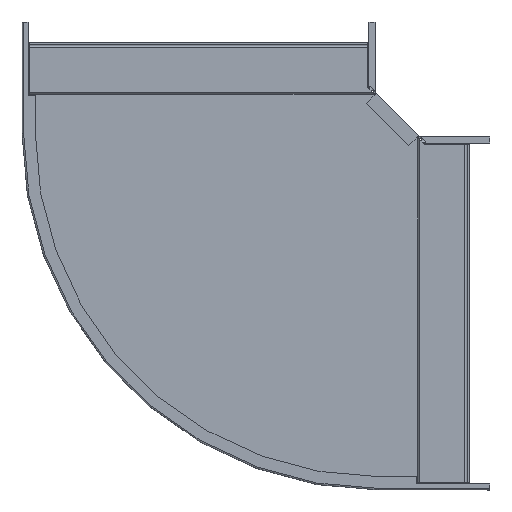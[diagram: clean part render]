
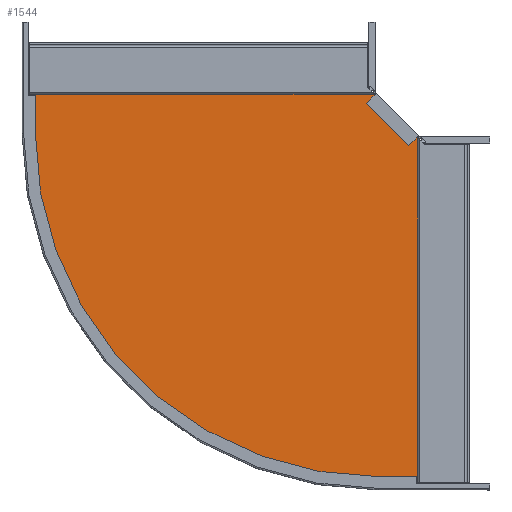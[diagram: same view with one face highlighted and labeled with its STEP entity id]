
A CAD part, front view. The second image highlights one B-rep face of the part: STEP entity #1544.
In plain terms, the highlighted planar face has unit normal (0, -1, 0).
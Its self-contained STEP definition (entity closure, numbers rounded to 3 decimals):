
#1 = VERTEX_POINT ( 'NONE', #4901 ) ;
#144 = VERTEX_POINT ( 'NONE', #4700 ) ;
#254 = CARTESIAN_POINT ( 'NONE',  ( -24.569, -1., 24.462 ) ) ;
#305 = EDGE_CURVE ( 'NONE', #2732, #2929, #2287, .T. ) ;
#314 = EDGE_CURVE ( 'NONE', #3639, #2331, #2963, .T. ) ;
#334 = EDGE_CURVE ( 'NONE', #3639, #4612, #4385, .T. ) ;
#342 = ORIENTED_EDGE ( 'NONE', *, *, #3797, .F. ) ;
#606 = CARTESIAN_POINT ( 'NONE',  ( -19.662, -1., -417.912 ) ) ;
#609 = ORIENTED_EDGE ( 'NONE', *, *, #334, .F. ) ;
#620 = DIRECTION ( 'NONE',  ( 0., 0., -1. ) ) ;
#689 = CARTESIAN_POINT ( 'NONE',  ( 24.048, -1., -24.048 ) ) ;
#692 = VERTEX_POINT ( 'NONE', #606 ) ;
#769 = CIRCLE ( 'NONE', #1200, 398.25 ) ;
#776 = ORIENTED_EDGE ( 'NONE', *, *, #305, .F. ) ;
#781 = DIRECTION ( 'NONE',  ( 1., 0., 0. ) ) ;
#799 = DIRECTION ( 'NONE',  ( 0., 0., 1. ) ) ;
#803 = ORIENTED_EDGE ( 'NONE', *, *, #3250, .T. ) ;
#811 = CARTESIAN_POINT ( 'NONE',  ( 24.462, -1., -24.569 ) ) ;
#892 = CARTESIAN_POINT ( 'NONE',  ( -417.912, -1., -19.662 ) ) ;
#929 = VECTOR ( 'NONE', #3464, 1000. ) ;
#983 = CARTESIAN_POINT ( 'NONE',  ( -411.412, -1., 23.412 ) ) ;
#992 = B_SPLINE_CURVE_WITH_KNOTS ( 'NONE', 3,
 ( #689, #2817, #1174, #5247 ),
 .UNSPECIFIED., .F., .F.,
 ( 4, 4 ),
 ( 0.005, 0.006 ),
 .UNSPECIFIED. ) ;
#1023 = PLANE ( 'NONE',  #1363 ) ;
#1088 = VECTOR ( 'NONE', #2723, 1000. ) ;
#1142 = EDGE_CURVE ( 'NONE', #692, #2929, #1491, .T. ) ;
#1166 = CARTESIAN_POINT ( 'NONE',  ( 24.462, -1., -411.412 ) ) ;
#1174 = CARTESIAN_POINT ( 'NONE',  ( 24.316, -1., -24.403 ) ) ;
#1200 = AXIS2_PLACEMENT_3D ( 'NONE', #2324, #4451, #2293 ) ;
#1215 = CARTESIAN_POINT ( 'NONE',  ( -19.662, -1., 24.462 ) ) ;
#1253 = EDGE_CURVE ( 'NONE', #2275, #3105, #3238, .T. ) ;
#1313 = EDGE_CURVE ( 'NONE', #144, #1832, #3391, .T. ) ;
#1363 = AXIS2_PLACEMENT_3D ( 'NONE', #1484, #4708, #620 ) ;
#1366 = VECTOR ( 'NONE', #1513, 1000. ) ;
#1468 = CARTESIAN_POINT ( 'NONE',  ( -19.662, -1., -417.912 ) ) ;
#1484 = CARTESIAN_POINT ( 'NONE',  ( -19.662, -1., -19.662 ) ) ;
#1491 = LINE ( 'NONE', #1468, #1088 ) ;
#1513 = DIRECTION ( 'NONE',  ( -1., 0., 0. ) ) ;
#1544 = ADVANCED_FACE ( 'NONE', ( #3925 ), #1023, .T. ) ;
#1551 = CARTESIAN_POINT ( 'NONE',  ( 24.048, -1., -24.048 ) ) ;
#1556 = CARTESIAN_POINT ( 'NONE',  ( -24.225, -1., 24.182 ) ) ;
#1570 = LINE ( 'NONE', #2006, #1366 ) ;
#1724 = VECTOR ( 'NONE', #5069, 1000. ) ;
#1784 = VECTOR ( 'NONE', #3122, 1000. ) ;
#1815 = CARTESIAN_POINT ( 'NONE',  ( -24.569, -1., 24.462 ) ) ;
#1832 = VERTEX_POINT ( 'NONE', #4632 ) ;
#1850 = CARTESIAN_POINT ( 'NONE',  ( 23.412, -1., -417.912 ) ) ;
#1877 = VERTEX_POINT ( 'NONE', #4021 ) ;
#1880 = CARTESIAN_POINT ( 'NONE',  ( -24.403, -1., 24.316 ) ) ;
#1889 = ORIENTED_EDGE ( 'NONE', *, *, #314, .T. ) ;
#1918 = VERTEX_POINT ( 'NONE', #983 ) ;
#2006 = CARTESIAN_POINT ( 'NONE',  ( 75.912, -1., -411.412 ) ) ;
#2020 = CARTESIAN_POINT ( 'NONE',  ( -411.412, -1., -19.662 ) ) ;
#2192 = DIRECTION ( 'NONE',  ( 0., 0., -1. ) ) ;
#2275 = VERTEX_POINT ( 'NONE', #5124 ) ;
#2287 = LINE ( 'NONE', #1850, #1784 ) ;
#2293 = DIRECTION ( 'NONE',  ( 0., 0., -1. ) ) ;
#2324 = CARTESIAN_POINT ( 'NONE',  ( -19.662, -1., -19.662 ) ) ;
#2331 = VERTEX_POINT ( 'NONE', #1815 ) ;
#2518 = ORIENTED_EDGE ( 'NONE', *, *, #2647, .T. ) ;
#2647 = EDGE_CURVE ( 'NONE', #1877, #1918, #5116, .T. ) ;
#2691 = CARTESIAN_POINT ( 'NONE',  ( -411.412, -1., 75.912 ) ) ;
#2706 = EDGE_CURVE ( 'NONE', #692, #144, #769, .T. ) ;
#2712 = ORIENTED_EDGE ( 'NONE', *, *, #1142, .T. ) ;
#2723 = DIRECTION ( 'NONE',  ( 1., 0., 0. ) ) ;
#2732 = VERTEX_POINT ( 'NONE', #5275 ) ;
#2817 = CARTESIAN_POINT ( 'NONE',  ( 24.182, -1., -24.225 ) ) ;
#2851 = VECTOR ( 'NONE', #4662, 1000. ) ;
#2919 = CARTESIAN_POINT ( 'NONE',  ( -417.912, -1., 23.412 ) ) ;
#2929 = VERTEX_POINT ( 'NONE', #5035 ) ;
#2940 = VECTOR ( 'NONE', #5318, 1000. ) ;
#2963 = B_SPLINE_CURVE_WITH_KNOTS ( 'NONE', 3,
 ( #3585, #1556, #1880, #254 ),
 .UNSPECIFIED., .F., .F.,
 ( 4, 4 ),
 ( 0.005, 0.006 ),
 .UNSPECIFIED. ) ;
#2989 = ORIENTED_EDGE ( 'NONE', *, *, #5251, .F. ) ;
#3016 = VECTOR ( 'NONE', #4359, 1000. ) ;
#3105 = VERTEX_POINT ( 'NONE', #1166 ) ;
#3122 = DIRECTION ( 'NONE',  ( 0., 0., -1. ) ) ;
#3238 = LINE ( 'NONE', #5342, #2940 ) ;
#3250 = EDGE_CURVE ( 'NONE', #1918, #1832, #4641, .T. ) ;
#3271 = ORIENTED_EDGE ( 'NONE', *, *, #1313, .F. ) ;
#3319 = LINE ( 'NONE', #2020, #4334 ) ;
#3387 = VECTOR ( 'NONE', #781, 1000. ) ;
#3391 = LINE ( 'NONE', #892, #929 ) ;
#3429 = ORIENTED_EDGE ( 'NONE', *, *, #5382, .F. ) ;
#3464 = DIRECTION ( 'NONE',  ( 0., 0., 1. ) ) ;
#3519 = EDGE_CURVE ( 'NONE', #2275, #2732, #1570, .T. ) ;
#3585 = CARTESIAN_POINT ( 'NONE',  ( -24.048, -1., 24.048 ) ) ;
#3639 = VERTEX_POINT ( 'NONE', #4141 ) ;
#3641 = CARTESIAN_POINT ( 'NONE',  ( -12.021, -1., 12.021 ) ) ;
#3730 = VERTEX_POINT ( 'NONE', #811 ) ;
#3757 = ORIENTED_EDGE ( 'NONE', *, *, #4073, .F. ) ;
#3797 = EDGE_CURVE ( 'NONE', #3730, #3105, #3924, .T. ) ;
#3839 = ORIENTED_EDGE ( 'NONE', *, *, #2706, .F. ) ;
#3924 = LINE ( 'NONE', #4345, #3990 ) ;
#3925 = FACE_OUTER_BOUND ( 'NONE', #4912, .T. ) ;
#3990 = VECTOR ( 'NONE', #2192, 1000. ) ;
#4021 = CARTESIAN_POINT ( 'NONE',  ( -411.412, -1., 24.048 ) ) ;
#4045 = ORIENTED_EDGE ( 'NONE', *, *, #1253, .T. ) ;
#4073 = EDGE_CURVE ( 'NONE', #1, #2331, #4955, .T. ) ;
#4141 = CARTESIAN_POINT ( 'NONE',  ( -24.048, -1., 24.048 ) ) ;
#4334 = VECTOR ( 'NONE', #799, 1000. ) ;
#4345 = CARTESIAN_POINT ( 'NONE',  ( 24.462, -1., -19.662 ) ) ;
#4359 = DIRECTION ( 'NONE',  ( 0.707, 0., -0.707 ) ) ;
#4385 = LINE ( 'NONE', #3641, #3016 ) ;
#4451 = DIRECTION ( 'NONE',  ( 0., 1., 0. ) ) ;
#4612 = VERTEX_POINT ( 'NONE', #1551 ) ;
#4632 = CARTESIAN_POINT ( 'NONE',  ( -417.912, -1., 23.412 ) ) ;
#4641 = LINE ( 'NONE', #2919, #2851 ) ;
#4662 = DIRECTION ( 'NONE',  ( -1., 0., 0. ) ) ;
#4700 = CARTESIAN_POINT ( 'NONE',  ( -417.912, -1., -19.662 ) ) ;
#4708 = DIRECTION ( 'NONE',  ( 0., -1., 0. ) ) ;
#4901 = CARTESIAN_POINT ( 'NONE',  ( -411.412, -1., 24.462 ) ) ;
#4912 = EDGE_LOOP ( 'NONE', ( #609, #1889, #3757, #3429, #2518, #803, #3271, #3839, #2712, #776, #5274, #4045, #342, #2989 ) ) ;
#4955 = LINE ( 'NONE', #1215, #3387 ) ;
#5035 = CARTESIAN_POINT ( 'NONE',  ( 23.412, -1., -417.912 ) ) ;
#5069 = DIRECTION ( 'NONE',  ( 0., 0., -1. ) ) ;
#5116 = LINE ( 'NONE', #2691, #1724 ) ;
#5124 = CARTESIAN_POINT ( 'NONE',  ( 24.048, -1., -411.412 ) ) ;
#5247 = CARTESIAN_POINT ( 'NONE',  ( 24.462, -1., -24.569 ) ) ;
#5251 = EDGE_CURVE ( 'NONE', #4612, #3730, #992, .T. ) ;
#5274 = ORIENTED_EDGE ( 'NONE', *, *, #3519, .F. ) ;
#5275 = CARTESIAN_POINT ( 'NONE',  ( 23.412, -1., -411.412 ) ) ;
#5318 = DIRECTION ( 'NONE',  ( 1., 0., 0. ) ) ;
#5342 = CARTESIAN_POINT ( 'NONE',  ( 24.048, -1., -411.412 ) ) ;
#5382 = EDGE_CURVE ( 'NONE', #1877, #1, #3319, .T. ) ;
